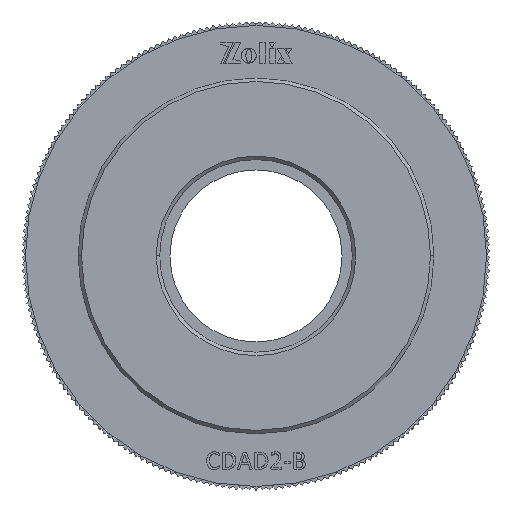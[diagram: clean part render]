
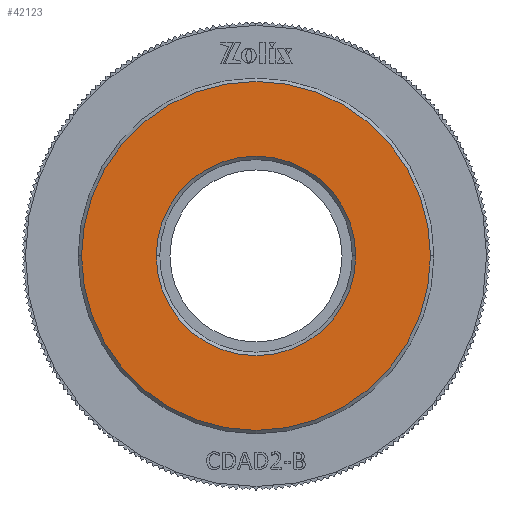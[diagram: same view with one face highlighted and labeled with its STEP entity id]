
A CAD part, top view. The second image highlights one B-rep face of the part: STEP entity #42123.
In plain terms, the highlighted planar face has unit normal (0, 0, 1).
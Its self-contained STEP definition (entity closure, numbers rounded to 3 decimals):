
#1898 = CIRCLE ( 'NONE', #13306, 14.5 ) ;
#3334 = DIRECTION ( 'NONE',  ( 0., 0., -1. ) ) ;
#3371 = DIRECTION ( 'NONE',  ( 0., 0., -1. ) ) ;
#4107 = CARTESIAN_POINT ( 'NONE',  ( -158.095, 77.876, -8.002 ) ) ;
#4867 = ORIENTED_EDGE ( 'NONE', *, *, #29375, .T. ) ;
#5369 = DIRECTION ( 'NONE',  ( 0., 0., 1. ) ) ;
#6588 = FACE_BOUND ( 'NONE', #34495, .T. ) ;
#7852 = CIRCLE ( 'NONE', #43737, 25.35 ) ;
#8539 = VERTEX_POINT ( 'NONE', #45245 ) ;
#13306 = AXIS2_PLACEMENT_3D ( 'NONE', #36121, #3371, #47122 ) ;
#17107 = DIRECTION ( 'NONE',  ( 0., 0., 1. ) ) ;
#17953 = VERTEX_POINT ( 'NONE', #45549 ) ;
#18064 = DIRECTION ( 'NONE',  ( 0., 0., 1. ) ) ;
#18659 = VERTEX_POINT ( 'NONE', #4107 ) ;
#21075 = EDGE_CURVE ( 'NONE', #18659, #8539, #7852, .T. ) ;
#21279 = DIRECTION ( 'NONE',  ( 1., 0., 0. ) ) ;
#23186 = ORIENTED_EDGE ( 'NONE', *, *, #45111, .T. ) ;
#24674 = EDGE_LOOP ( 'NONE', ( #42281, #30459 ) ) ;
#25532 = AXIS2_PLACEMENT_3D ( 'NONE', #30925, #5369, #45517 ) ;
#28328 = PLANE ( 'NONE',  #44694 ) ;
#29375 = EDGE_CURVE ( 'NONE', #17953, #39654, #1898, .T. ) ;
#30459 = ORIENTED_EDGE ( 'NONE', *, *, #39397, .T. ) ;
#30925 = CARTESIAN_POINT ( 'NONE',  ( -132.745, 77.876, -8.002 ) ) ;
#31186 = AXIS2_PLACEMENT_3D ( 'NONE', #32477, #3334, #21279 ) ;
#32477 = CARTESIAN_POINT ( 'NONE',  ( -132.745, 77.876, -8.002 ) ) ;
#34495 = EDGE_LOOP ( 'NONE', ( #4867, #23186 ) ) ;
#35013 = CIRCLE ( 'NONE', #31186, 14.5 ) ;
#35264 = DIRECTION ( 'NONE',  ( 1., 0., 0. ) ) ;
#35517 = CARTESIAN_POINT ( 'NONE',  ( -132.745, 77.876, -8.002 ) ) ;
#36121 = CARTESIAN_POINT ( 'NONE',  ( -132.745, 77.876, -8.002 ) ) ;
#39101 = FACE_OUTER_BOUND ( 'NONE', #24674, .T. ) ;
#39397 = EDGE_CURVE ( 'NONE', #8539, #18659, #46145, .T. ) ;
#39654 = VERTEX_POINT ( 'NONE', #39742 ) ;
#39742 = CARTESIAN_POINT ( 'NONE',  ( -147.245, 77.876, -8.002 ) ) ;
#42123 = ADVANCED_FACE ( 'NONE', ( #6588, #39101 ), #28328, .T. ) ;
#42281 = ORIENTED_EDGE ( 'NONE', *, *, #21075, .T. ) ;
#43395 = DIRECTION ( 'NONE',  ( 1., 0., 0. ) ) ;
#43737 = AXIS2_PLACEMENT_3D ( 'NONE', #45802, #17107, #35264 ) ;
#44694 = AXIS2_PLACEMENT_3D ( 'NONE', #35517, #18064, #43395 ) ;
#45111 = EDGE_CURVE ( 'NONE', #39654, #17953, #35013, .T. ) ;
#45245 = CARTESIAN_POINT ( 'NONE',  ( -107.395, 77.876, -8.002 ) ) ;
#45517 = DIRECTION ( 'NONE',  ( 1., 0., 0. ) ) ;
#45549 = CARTESIAN_POINT ( 'NONE',  ( -118.245, 77.876, -8.002 ) ) ;
#45802 = CARTESIAN_POINT ( 'NONE',  ( -132.745, 77.876, -8.002 ) ) ;
#46145 = CIRCLE ( 'NONE', #25532, 25.35 ) ;
#47122 = DIRECTION ( 'NONE',  ( 1., 0., 0. ) ) ;
